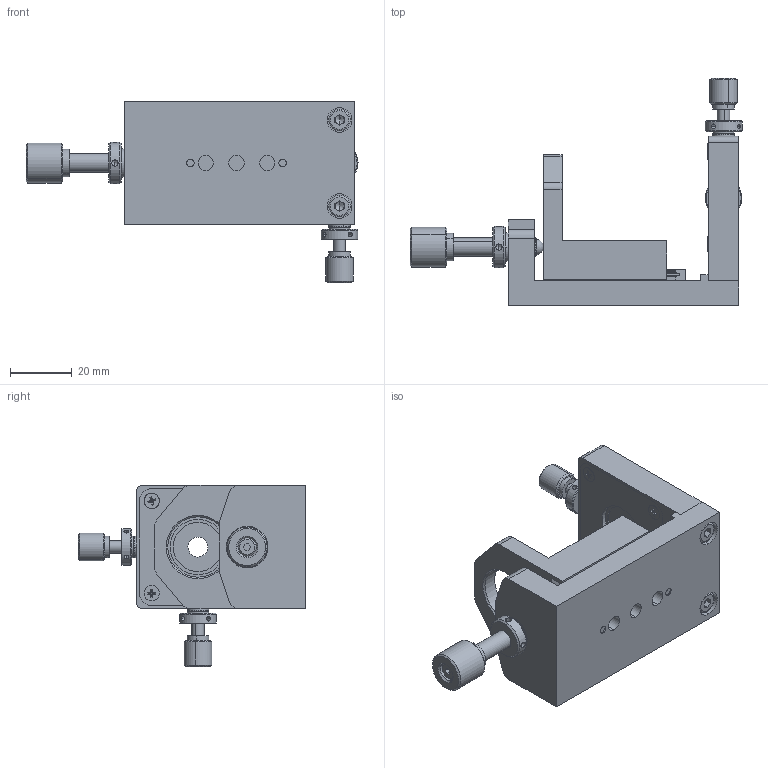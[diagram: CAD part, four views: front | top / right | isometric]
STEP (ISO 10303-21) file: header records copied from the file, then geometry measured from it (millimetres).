
FILE_DESCRIPTION (( 'STEP AP203' ), '1' );
FILE_NAME ('NASF13-3A.STEP', '2022-07-21T03:09:13', ( '' ), ( '' ), 'SwSTEP 2.0', 'SolidWorks 2021', '' );
FILE_SCHEMA (( 'CONFIG_CONTROL_DESIGN' ));
Products named in the file (1): NASF13-3A
Bounding box: 107.91 x 73.85 x 58.86 mm (x, y, z)
Volume: 70157.6 mm3; surface area: 44976.9 mm2
Topology: 48 solids, 56 shells, 1528 faces, 3645 edges, 2229 vertices
Faces by surface type: plane 743, cylinder 455, cone 242, bspline 48, torus 34, sphere 6
Entity records: 60185 total; most frequent: CARTESIAN_POINT 25073, DIRECTION 7436, ORIENTED_EDGE 7040, EDGE_CURVE 3520, AXIS2_PLACEMENT_3D 2643, VERTEX_POINT 2220, LINE 2150, VECTOR 2150
